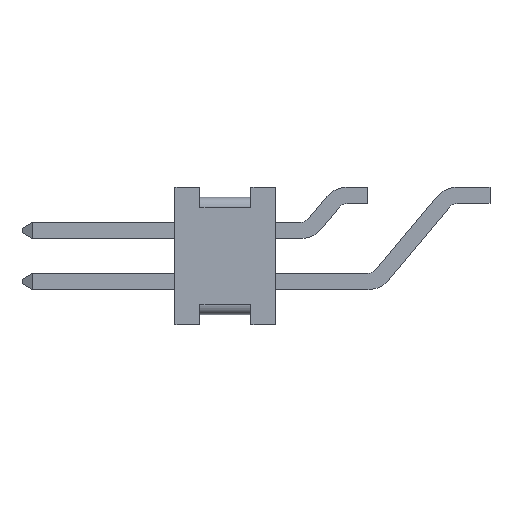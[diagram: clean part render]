
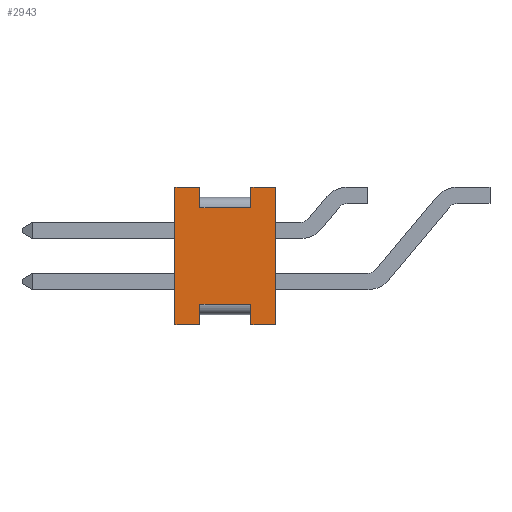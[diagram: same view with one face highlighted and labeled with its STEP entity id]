
A CAD part, left-side view. The second image highlights one B-rep face of the part: STEP entity #2943.
In plain terms, the highlighted planar face has unit normal (-1, 0, 0).
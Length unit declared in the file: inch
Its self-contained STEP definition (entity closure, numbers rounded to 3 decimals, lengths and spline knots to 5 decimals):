
#15 = VECTOR ( 'NONE', #6460, 39.37008 ) ;
#30 = LINE ( 'NONE', #3386, #5407 ) ;
#218 = AXIS2_PLACEMENT_3D ( 'NONE', #2823, #4038, #7743 ) ;
#391 = CARTESIAN_POINT ( 'NONE',  ( -0.075, 0.0245, -0.0675 ) ) ;
#426 = CARTESIAN_POINT ( 'NONE',  ( -0.075, 0., 0.0675 ) ) ;
#660 = EDGE_LOOP ( 'NONE', ( #7185, #3734, #5511, #6124, #6574, #717, #1230, #1680, #6783, #6527, #6019, #4971 ) ) ;
#708 = LINE ( 'NONE', #832, #6206 ) ;
#717 = ORIENTED_EDGE ( 'NONE', *, *, #5705, .T. ) ;
#762 = CARTESIAN_POINT ( 'NONE',  ( -0.075, 0.099, -0.0475 ) ) ;
#770 = VERTEX_POINT ( 'NONE', #391 ) ;
#783 = CARTESIAN_POINT ( 'NONE',  ( -0.075, 0.0745, -0.0475 ) ) ;
#830 = CARTESIAN_POINT ( 'NONE',  ( -0.075, 0.0245, 0.0675 ) ) ;
#832 = CARTESIAN_POINT ( 'NONE',  ( -0.075, 0.099, 0.0675 ) ) ;
#861 = DIRECTION ( 'NONE',  ( 0., 0., 1. ) ) ;
#873 = VECTOR ( 'NONE', #1647, 39.37008 ) ;
#924 = EDGE_CURVE ( 'NONE', #3511, #2386, #2752, .T. ) ;
#943 = CARTESIAN_POINT ( 'NONE',  ( -0.075, 0.099, -0.0675 ) ) ;
#987 = VERTEX_POINT ( 'NONE', #5610 ) ;
#1047 = EDGE_CURVE ( 'NONE', #987, #2045, #30, .T. ) ;
#1109 = VECTOR ( 'NONE', #3093, 39.37008 ) ;
#1178 = VERTEX_POINT ( 'NONE', #7019 ) ;
#1230 = ORIENTED_EDGE ( 'NONE', *, *, #3376, .T. ) ;
#1261 = VECTOR ( 'NONE', #861, 39.37008 ) ;
#1451 = LINE ( 'NONE', #830, #2803 ) ;
#1647 = DIRECTION ( 'NONE',  ( 0., 0., 1. ) ) ;
#1680 = ORIENTED_EDGE ( 'NONE', *, *, #7570, .T. ) ;
#1943 = LINE ( 'NONE', #4558, #1261 ) ;
#2003 = VERTEX_POINT ( 'NONE', #3815 ) ;
#2045 = VERTEX_POINT ( 'NONE', #2483 ) ;
#2152 = VERTEX_POINT ( 'NONE', #783 ) ;
#2284 = EDGE_CURVE ( 'NONE', #987, #7325, #2516, .T. ) ;
#2386 = VERTEX_POINT ( 'NONE', #426 ) ;
#2483 = CARTESIAN_POINT ( 'NONE',  ( -0.075, 0.0745, -0.0675 ) ) ;
#2516 = LINE ( 'NONE', #5182, #873 ) ;
#2675 = VERTEX_POINT ( 'NONE', #3202 ) ;
#2745 = EDGE_CURVE ( 'NONE', #3511, #7503, #1451, .T. ) ;
#2752 = LINE ( 'NONE', #6133, #1109 ) ;
#2768 = CARTESIAN_POINT ( 'NONE',  ( -0.075, 0.0245, -0.0675 ) ) ;
#2803 = VECTOR ( 'NONE', #6394, 39.37008 ) ;
#2809 = DIRECTION ( 'NONE',  ( 0., -1., 0. ) ) ;
#2823 = CARTESIAN_POINT ( 'NONE',  ( -0.075, 0.099, 0.0675 ) ) ;
#2913 = LINE ( 'NONE', #5222, #15 ) ;
#2943 = ADVANCED_FACE ( 'NONE', ( #4620 ), #4623, .F. ) ;
#3093 = DIRECTION ( 'NONE',  ( 0., -1., 0. ) ) ;
#3202 = CARTESIAN_POINT ( 'NONE',  ( -0.075, 0., -0.0675 ) ) ;
#3376 = EDGE_CURVE ( 'NONE', #2152, #2003, #6340, .T. ) ;
#3385 = DIRECTION ( 'NONE',  ( 0., 0., -1. ) ) ;
#3386 = CARTESIAN_POINT ( 'NONE',  ( -0.075, 0.099, -0.0675 ) ) ;
#3511 = VERTEX_POINT ( 'NONE', #4587 ) ;
#3734 = ORIENTED_EDGE ( 'NONE', *, *, #6718, .T. ) ;
#3815 = CARTESIAN_POINT ( 'NONE',  ( -0.075, 0.0245, -0.0475 ) ) ;
#3966 = LINE ( 'NONE', #2768, #4631 ) ;
#4038 = DIRECTION ( 'NONE',  ( 1., 0., 0. ) ) ;
#4079 = DIRECTION ( 'NONE',  ( 0., 0., 1. ) ) ;
#4426 = LINE ( 'NONE', #943, #7748 ) ;
#4487 = EDGE_CURVE ( 'NONE', #7325, #5714, #708, .T. ) ;
#4558 = CARTESIAN_POINT ( 'NONE',  ( -0.075, 0.0745, -0.0675 ) ) ;
#4572 = DIRECTION ( 'NONE',  ( 0., -1., 0. ) ) ;
#4587 = CARTESIAN_POINT ( 'NONE',  ( -0.075, 0.0245, 0.0675 ) ) ;
#4620 = FACE_OUTER_BOUND ( 'NONE', #660, .T. ) ;
#4623 = PLANE ( 'NONE',  #218 ) ;
#4631 = VECTOR ( 'NONE', #3385, 39.37008 ) ;
#4802 = DIRECTION ( 'NONE',  ( 0., 0., 1. ) ) ;
#4859 = CARTESIAN_POINT ( 'NONE',  ( -0.075, 0., 0.0675 ) ) ;
#4971 = ORIENTED_EDGE ( 'NONE', *, *, #2745, .T. ) ;
#5182 = CARTESIAN_POINT ( 'NONE',  ( -0.075, 0.099, 0.0675 ) ) ;
#5186 = EDGE_CURVE ( 'NONE', #7503, #1178, #2913, .T. ) ;
#5222 = CARTESIAN_POINT ( 'NONE',  ( -0.075, 0.099, 0.0475 ) ) ;
#5255 = CARTESIAN_POINT ( 'NONE',  ( -0.075, 0.0245, 0.0475 ) ) ;
#5276 = VECTOR ( 'NONE', #6910, 39.37008 ) ;
#5360 = VECTOR ( 'NONE', #4802, 39.37008 ) ;
#5407 = VECTOR ( 'NONE', #4572, 39.37008 ) ;
#5511 = ORIENTED_EDGE ( 'NONE', *, *, #4487, .F. ) ;
#5610 = CARTESIAN_POINT ( 'NONE',  ( -0.075, 0.099, -0.0675 ) ) ;
#5653 = VECTOR ( 'NONE', #4079, 39.37008 ) ;
#5663 = LINE ( 'NONE', #7732, #5653 ) ;
#5705 = EDGE_CURVE ( 'NONE', #2045, #2152, #1943, .T. ) ;
#5714 = VERTEX_POINT ( 'NONE', #6978 ) ;
#6019 = ORIENTED_EDGE ( 'NONE', *, *, #924, .F. ) ;
#6124 = ORIENTED_EDGE ( 'NONE', *, *, #2284, .F. ) ;
#6133 = CARTESIAN_POINT ( 'NONE',  ( -0.075, 0.099, 0.0675 ) ) ;
#6154 = LINE ( 'NONE', #4859, #5360 ) ;
#6206 = VECTOR ( 'NONE', #6898, 39.37008 ) ;
#6258 = CARTESIAN_POINT ( 'NONE',  ( -0.075, 0.099, 0.0675 ) ) ;
#6340 = LINE ( 'NONE', #762, #5276 ) ;
#6394 = DIRECTION ( 'NONE',  ( 0., 0., -1. ) ) ;
#6426 = EDGE_CURVE ( 'NONE', #2675, #2386, #6154, .T. ) ;
#6460 = DIRECTION ( 'NONE',  ( 0., 1., 0. ) ) ;
#6527 = ORIENTED_EDGE ( 'NONE', *, *, #6426, .T. ) ;
#6574 = ORIENTED_EDGE ( 'NONE', *, *, #1047, .T. ) ;
#6718 = EDGE_CURVE ( 'NONE', #1178, #5714, #5663, .T. ) ;
#6783 = ORIENTED_EDGE ( 'NONE', *, *, #6840, .T. ) ;
#6840 = EDGE_CURVE ( 'NONE', #770, #2675, #4426, .T. ) ;
#6898 = DIRECTION ( 'NONE',  ( 0., -1., 0. ) ) ;
#6910 = DIRECTION ( 'NONE',  ( 0., -1., 0. ) ) ;
#6978 = CARTESIAN_POINT ( 'NONE',  ( -0.075, 0.0745, 0.0675 ) ) ;
#7019 = CARTESIAN_POINT ( 'NONE',  ( -0.075, 0.0745, 0.0475 ) ) ;
#7185 = ORIENTED_EDGE ( 'NONE', *, *, #5186, .T. ) ;
#7325 = VERTEX_POINT ( 'NONE', #6258 ) ;
#7503 = VERTEX_POINT ( 'NONE', #5255 ) ;
#7570 = EDGE_CURVE ( 'NONE', #2003, #770, #3966, .T. ) ;
#7732 = CARTESIAN_POINT ( 'NONE',  ( -0.075, 0.0745, 0.0675 ) ) ;
#7743 = DIRECTION ( 'NONE',  ( 0., 0., -1. ) ) ;
#7748 = VECTOR ( 'NONE', #2809, 39.37008 ) ;
